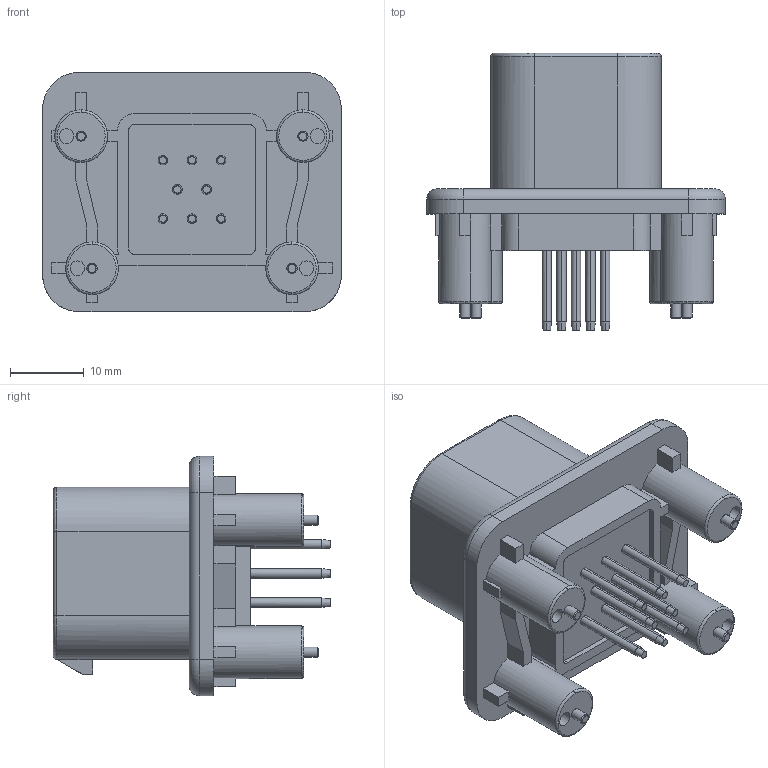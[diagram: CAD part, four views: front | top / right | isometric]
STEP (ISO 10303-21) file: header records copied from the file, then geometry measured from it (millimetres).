
FILE_DESCRIPTION( ('This file contains a STEP AP42 implementation' ,'as created by ZW3D STEP Interface translator.') ,'2;1' );
FILE_NAME( '74040-3MS008ABSMJAX(W).stp' ,'23 313.105428', (''), ('ZWCAD Software Co.'), 'Version 1.0', 'ZW3D to STEP translator', '' );
FILE_SCHEMA(('AUTOMOTIVE_DESIGN { 1 0 10303 214 1 1 1 1 }'));
Length unit declared in the file: millimetre
Products named in the file (2): 0; 1
Bounding box: 40.49 x 37.62 x 32.47 mm (x, y, z)
Volume: 9015.3 mm3; surface area: 10510.7 mm2
Topology: 1 solids, 6 shells, 1369 faces, 3876 edges, 2517 vertices
Faces by surface type: plane 766, cylinder 307, bspline 186, cone 68, torus 24, sphere 18
Full cylindrical faces by diameter (mm): 1.386 x4, 1.98 x4, 7.128 x3
Entity records: 80931 total; most frequent: CARTESIAN_POINT 51280, ORIENTED_EDGE 7688, EDGE_CURVE 3844, B_SPLINE_CURVE_WITH_KNOTS 3380, DIRECTION 3029, VERTEX_POINT 2517, EDGE_LOOP 1477, AXIS2_PLACEMENT_3D 1381
